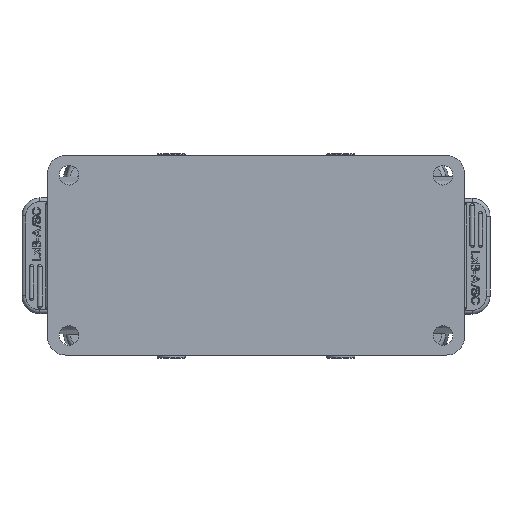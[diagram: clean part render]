
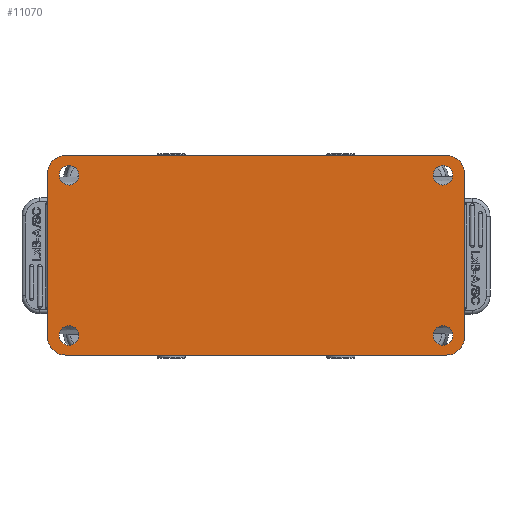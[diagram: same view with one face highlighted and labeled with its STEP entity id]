
A CAD part, front view. The second image highlights one B-rep face of the part: STEP entity #11070.
In plain terms, the highlighted planar face has unit normal (0, -1, 0).
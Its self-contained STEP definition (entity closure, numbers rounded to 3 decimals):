
#9721=CIRCLE('',#34849,5.);
#9738=CIRCLE('',#34883,2.75);
#9739=CIRCLE('',#34885,5.);
#9740=CIRCLE('',#34886,5.);
#9741=CIRCLE('',#34887,5.);
#9742=CIRCLE('',#34888,2.75);
#9743=CIRCLE('',#34889,2.75);
#9744=CIRCLE('',#34890,2.75);
#9745=CIRCLE('',#34891,2.75);
#9746=CIRCLE('',#34892,2.75);
#9747=CIRCLE('',#34893,2.75);
#9748=CIRCLE('',#34894,2.75);
#10625=FACE_BOUND('',#14671,.T.);
#10626=FACE_BOUND('',#14672,.T.);
#10627=FACE_BOUND('',#14673,.T.);
#10628=FACE_BOUND('',#14674,.T.);
#10629=FACE_BOUND('',#14675,.T.);
#11070=ADVANCED_FACE('',(#10625,#10626,#10627,#10628,#10629),#12431,.F.);
#12431=PLANE('',#34895);
#14671=EDGE_LOOP('',(#21179,#21180,#21181,#21182,#21183,#21184,#21185,#21186));
#14672=EDGE_LOOP('',(#21187,#21188));
#14673=EDGE_LOOP('',(#21189,#21190));
#14674=EDGE_LOOP('',(#21191,#21192));
#14675=EDGE_LOOP('',(#21193,#21194));
#16438=LINE('',#46407,#18321);
#16450=LINE('',#46484,#18333);
#16461=LINE('',#47162,#18344);
#16462=LINE('',#47166,#18345);
#18321=VECTOR('',#37999,1.);
#18333=VECTOR('',#38025,1.);
#18344=VECTOR('',#38104,1.);
#18345=VECTOR('',#38107,1.);
#21179=ORIENTED_EDGE('',*,*,#31250,.F.);
#21180=ORIENTED_EDGE('',*,*,#31254,.T.);
#21181=ORIENTED_EDGE('',*,*,#31294,.F.);
#21182=ORIENTED_EDGE('',*,*,#31295,.T.);
#21183=ORIENTED_EDGE('',*,*,#31296,.F.);
#21184=ORIENTED_EDGE('',*,*,#31297,.F.);
#21185=ORIENTED_EDGE('',*,*,#31298,.F.);
#21186=ORIENTED_EDGE('',*,*,#31234,.T.);
#21187=ORIENTED_EDGE('',*,*,#31299,.F.);
#21188=ORIENTED_EDGE('',*,*,#31300,.F.);
#21189=ORIENTED_EDGE('',*,*,#31301,.F.);
#21190=ORIENTED_EDGE('',*,*,#31302,.F.);
#21191=ORIENTED_EDGE('',*,*,#31303,.F.);
#21192=ORIENTED_EDGE('',*,*,#31304,.F.);
#21193=ORIENTED_EDGE('',*,*,#31305,.F.);
#21194=ORIENTED_EDGE('',*,*,#31293,.F.);
#28417=VERTEX_POINT('',#46408);
#28418=VERTEX_POINT('',#46409);
#28432=VERTEX_POINT('',#46476);
#28435=VERTEX_POINT('',#46483);
#28454=VERTEX_POINT('',#47155);
#28455=VERTEX_POINT('',#47157);
#28456=VERTEX_POINT('',#47161);
#28457=VERTEX_POINT('',#47163);
#28458=VERTEX_POINT('',#47165);
#28459=VERTEX_POINT('',#47167);
#28460=VERTEX_POINT('',#47170);
#28461=VERTEX_POINT('',#47171);
#28462=VERTEX_POINT('',#47174);
#28463=VERTEX_POINT('',#47175);
#28464=VERTEX_POINT('',#47178);
#28465=VERTEX_POINT('',#47179);
#31234=EDGE_CURVE('',#28417,#28418,#16438,.T.);
#31250=EDGE_CURVE('',#28432,#28418,#9721,.T.);
#31254=EDGE_CURVE('',#28432,#28435,#16450,.T.);
#31293=EDGE_CURVE('',#28455,#28454,#9738,.T.);
#31294=EDGE_CURVE('',#28456,#28435,#9739,.T.);
#31295=EDGE_CURVE('',#28456,#28457,#16461,.T.);
#31296=EDGE_CURVE('',#28458,#28457,#9740,.T.);
#31297=EDGE_CURVE('',#28459,#28458,#16462,.T.);
#31298=EDGE_CURVE('',#28417,#28459,#9741,.T.);
#31299=EDGE_CURVE('',#28460,#28461,#9742,.T.);
#31300=EDGE_CURVE('',#28461,#28460,#9743,.T.);
#31301=EDGE_CURVE('',#28462,#28463,#9744,.T.);
#31302=EDGE_CURVE('',#28463,#28462,#9745,.T.);
#31303=EDGE_CURVE('',#28464,#28465,#9746,.T.);
#31304=EDGE_CURVE('',#28465,#28464,#9747,.T.);
#31305=EDGE_CURVE('',#28454,#28455,#9748,.T.);
#34849=AXIS2_PLACEMENT_3D('',#46475,#38017,#38018);
#34883=AXIS2_PLACEMENT_3D('',#47158,#38098,#38099);
#34885=AXIS2_PLACEMENT_3D('',#47160,#38102,#38103);
#34886=AXIS2_PLACEMENT_3D('',#47164,#38105,#38106);
#34887=AXIS2_PLACEMENT_3D('',#47168,#38108,#38109);
#34888=AXIS2_PLACEMENT_3D('',#47169,#38110,#38111);
#34889=AXIS2_PLACEMENT_3D('',#47172,#38112,#38113);
#34890=AXIS2_PLACEMENT_3D('',#47173,#38114,#38115);
#34891=AXIS2_PLACEMENT_3D('',#47176,#38116,#38117);
#34892=AXIS2_PLACEMENT_3D('',#47177,#38118,#38119);
#34893=AXIS2_PLACEMENT_3D('',#47180,#38120,#38121);
#34894=AXIS2_PLACEMENT_3D('',#47181,#38122,#38123);
#34895=AXIS2_PLACEMENT_3D('',#47182,#38124,#38125);
#37999=DIRECTION('',(0.,0.,1.));
#38017=DIRECTION('',(0.,1.,0.));
#38018=DIRECTION('',(0.,0.,1.));
#38025=DIRECTION('',(-1.,0.,0.));
#38098=DIRECTION('',(0.,-1.,0.));
#38099=DIRECTION('',(0.,0.,1.));
#38102=DIRECTION('',(0.,1.,0.));
#38103=DIRECTION('',(-1.,0.,0.));
#38104=DIRECTION('',(0.,0.,-1.));
#38105=DIRECTION('',(0.,1.,0.));
#38106=DIRECTION('',(0.,0.,-1.));
#38107=DIRECTION('',(-1.,0.,0.));
#38108=DIRECTION('',(0.,1.,0.));
#38109=DIRECTION('',(1.,0.,0.));
#38110=DIRECTION('',(0.,-1.,0.));
#38111=DIRECTION('',(0.,0.,-1.));
#38112=DIRECTION('',(0.,-1.,0.));
#38113=DIRECTION('',(0.,0.,1.));
#38114=DIRECTION('',(0.,-1.,0.));
#38115=DIRECTION('',(0.,0.,-1.));
#38116=DIRECTION('',(0.,-1.,0.));
#38117=DIRECTION('',(0.,0.,1.));
#38118=DIRECTION('',(0.,-1.,0.));
#38119=DIRECTION('',(0.,0.,-1.));
#38120=DIRECTION('',(0.,-1.,0.));
#38121=DIRECTION('',(0.,0.,1.));
#38122=DIRECTION('',(0.,-1.,0.));
#38123=DIRECTION('',(0.,0.,-1.));
#38124=DIRECTION('',(0.,1.,0.));
#38125=DIRECTION('',(0.,0.,1.));
#46407=CARTESIAN_POINT('',(118.,0.,-22.82));
#46408=CARTESIAN_POINT('',(118.,0.,-22.82));
#46409=CARTESIAN_POINT('',(118.,0.,23.18));
#46475=CARTESIAN_POINT('',(113.,0.,23.18));
#46476=CARTESIAN_POINT('',(113.,0.,28.18));
#46483=CARTESIAN_POINT('',(6.,0.,28.18));
#46484=CARTESIAN_POINT('',(113.,0.,28.18));
#47155=CARTESIAN_POINT('',(112.,0.,19.93));
#47157=CARTESIAN_POINT('',(112.,0.,25.43));
#47158=CARTESIAN_POINT('',(112.,0.,22.68));
#47160=CARTESIAN_POINT('',(6.,0.,23.18));
#47161=CARTESIAN_POINT('',(1.,0.,23.18));
#47162=CARTESIAN_POINT('',(1.,0.,23.18));
#47163=CARTESIAN_POINT('',(1.,0.,-22.82));
#47164=CARTESIAN_POINT('',(6.,0.,-22.82));
#47165=CARTESIAN_POINT('',(6.,0.,-27.82));
#47166=CARTESIAN_POINT('',(113.,0.,-27.82));
#47167=CARTESIAN_POINT('',(113.,0.,-27.82));
#47168=CARTESIAN_POINT('',(113.,0.,-22.82));
#47169=CARTESIAN_POINT('',(7.,0.,22.68));
#47170=CARTESIAN_POINT('',(7.,0.,19.93));
#47171=CARTESIAN_POINT('',(7.,0.,25.43));
#47172=CARTESIAN_POINT('',(7.,0.,22.68));
#47173=CARTESIAN_POINT('',(7.,0.,-22.32));
#47174=CARTESIAN_POINT('',(7.,0.,-25.07));
#47175=CARTESIAN_POINT('',(7.,0.,-19.57));
#47176=CARTESIAN_POINT('',(7.,0.,-22.32));
#47177=CARTESIAN_POINT('',(112.,0.,-22.32));
#47178=CARTESIAN_POINT('',(112.,0.,-25.07));
#47179=CARTESIAN_POINT('',(112.,0.,-19.57));
#47180=CARTESIAN_POINT('',(112.,0.,-22.32));
#47181=CARTESIAN_POINT('',(112.,0.,22.68));
#47182=CARTESIAN_POINT('',(59.5,0.,0.18));
